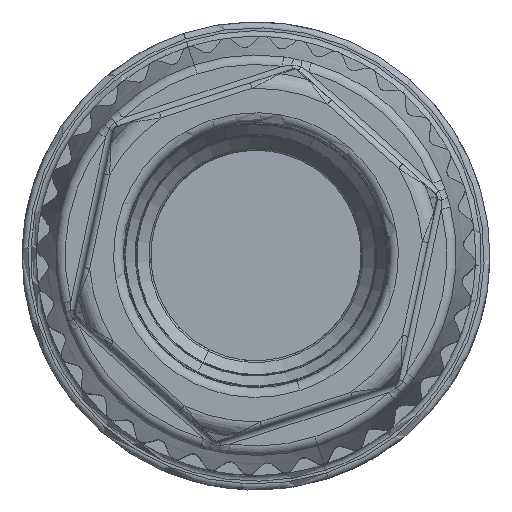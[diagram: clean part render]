
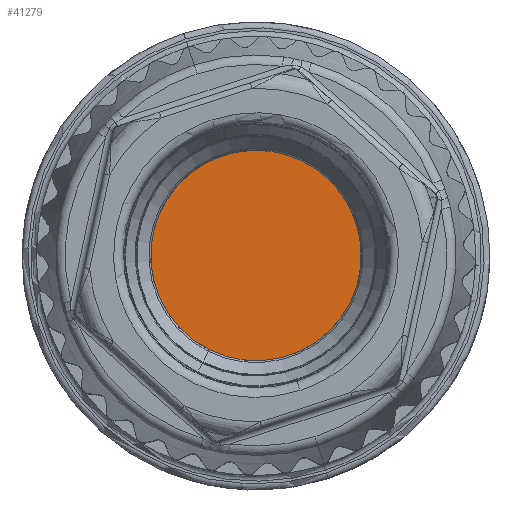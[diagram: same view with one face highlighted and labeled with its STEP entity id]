
A CAD part, top view. The second image highlights one B-rep face of the part: STEP entity #41279.
In plain terms, the highlighted planar face has unit normal (0, 0, 1).
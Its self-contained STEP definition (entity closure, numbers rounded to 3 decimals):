
#41103=AXIS2_PLACEMENT_3D('Circle Axis2P3D',#41101,#41102,$) ;
#41128=AXIS2_PLACEMENT_3D('Circle Axis2P3D',#41126,#41127,$) ;
#41271=AXIS2_PLACEMENT_3D('Plane Axis2P3D',#41268,#41269,#41270) ;
#41085=CARTESIAN_POINT('Vertex',(14.403,16.836,40.579)) ;
#41089=CARTESIAN_POINT('Control Point',(14.403,16.836,40.579)) ;
#41090=CARTESIAN_POINT('Control Point',(15.548,16.267,40.579)) ;
#41091=CARTESIAN_POINT('Control Point',(16.524,15.36,40.579)) ;
#41092=CARTESIAN_POINT('Control Point',(17.196,14.18,40.579)) ;
#41093=CARTESIAN_POINT('Control Point',(17.762,11.575,40.579)) ;
#41094=CARTESIAN_POINT('Control Point',(16.821,9.082,40.579)) ;
#41095=CARTESIAN_POINT('Control Point',(15.982,8.013,40.579)) ;
#41096=CARTESIAN_POINT('Control Point',(14.884,7.259,40.579)) ;
#41097=CARTESIAN_POINT('Control Point',(13.669,6.864,40.579)) ;
#41098=CARTESIAN_POINT('Vertex',(13.669,6.864,40.579)) ;
#41101=CARTESIAN_POINT('Axis2P3D Location',(12.,12.,40.579)) ;
#41105=CARTESIAN_POINT('Vertex',(9.597,7.164,40.579)) ;
#41126=CARTESIAN_POINT('Axis2P3D Location',(12.,12.,40.579)) ;
#41130=CARTESIAN_POINT('Vertex',(10.331,17.136,40.579)) ;
#41134=CARTESIAN_POINT('Control Point',(10.331,17.136,40.579)) ;
#41135=CARTESIAN_POINT('Control Point',(11.327,17.459,40.579)) ;
#41136=CARTESIAN_POINT('Control Point',(12.407,17.525,40.579)) ;
#41137=CARTESIAN_POINT('Control Point',(13.466,17.302,40.579)) ;
#41138=CARTESIAN_POINT('Control Point',(14.403,16.836,40.579)) ;
#41268=CARTESIAN_POINT('Axis2P3D Location',(14.812,3.345,40.579)) ;
#41102=DIRECTION('Axis2P3D Direction',(0.,0.,-1.)) ;
#41127=DIRECTION('Axis2P3D Direction',(0.,0.,-1.)) ;
#41269=DIRECTION('Axis2P3D Direction',(0.,0.,1.)) ;
#41270=DIRECTION('Axis2P3D XDirection',(-0.951,-0.309,0.)) ;
#41274=ORIENTED_EDGE('',*,*,#41132,.F.) ;
#41275=ORIENTED_EDGE('',*,*,#41107,.F.) ;
#41276=ORIENTED_EDGE('',*,*,#41100,.F.) ;
#41277=ORIENTED_EDGE('',*,*,#41139,.F.) ;
#41279=ADVANCED_FACE('Hauptkoerper',(#41278),#41272,.T.) ;
#41088=B_SPLINE_CURVE_WITH_KNOTS('',5,(#41089,#41090,#41091,#41092,#41093,#41094,#41095,#41096,#41097),.UNSPECIFIED.,.F.,.U.,(6,3,6),(-6.389,0.,6.389),.UNSPECIFIED.) ;
#41133=B_SPLINE_CURVE_WITH_KNOTS('',4,(#41134,#41135,#41136,#41137,#41138),.UNSPECIFIED.,.F.,.U.,(5,5),(-2.094,2.094),.UNSPECIFIED.) ;
#41104=CIRCLE('generated circle',#41103,5.4) ;
#41129=CIRCLE('generated circle',#41128,5.4) ;
#41100=EDGE_CURVE('',#41086,#41099,#41088,.T.) ;
#41107=EDGE_CURVE('',#41099,#41106,#41104,.T.) ;
#41132=EDGE_CURVE('',#41106,#41131,#41129,.T.) ;
#41139=EDGE_CURVE('',#41131,#41086,#41133,.T.) ;
#41273=EDGE_LOOP('',(#41274,#41275,#41276,#41277)) ;
#41278=FACE_OUTER_BOUND('',#41273,.T.) ;
#41272=PLANE('',#41271) ;
#41086=VERTEX_POINT('',#41085) ;
#41099=VERTEX_POINT('',#41098) ;
#41106=VERTEX_POINT('',#41105) ;
#41131=VERTEX_POINT('',#41130) ;
